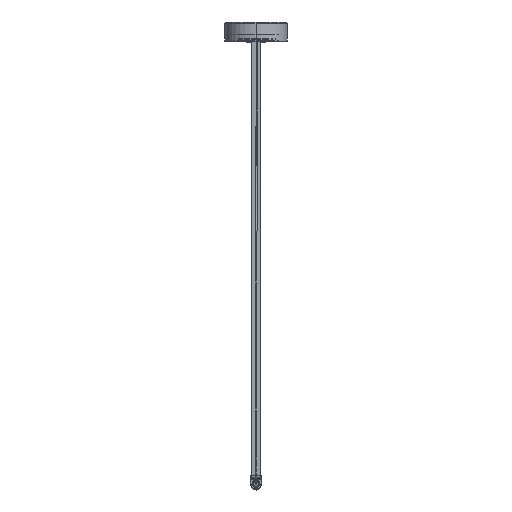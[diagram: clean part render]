
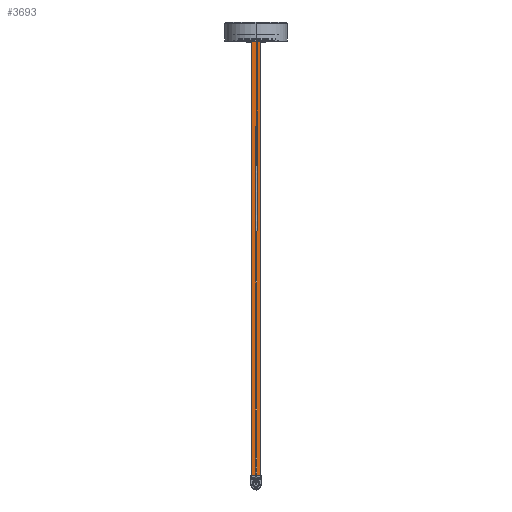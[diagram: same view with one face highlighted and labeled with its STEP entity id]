
A CAD part, top view. The second image highlights one B-rep face of the part: STEP entity #3693.
In plain terms, the highlighted planar face has unit normal (0, 0, 1).
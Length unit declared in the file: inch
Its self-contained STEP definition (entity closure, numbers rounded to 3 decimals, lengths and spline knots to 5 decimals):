
#58 = LINE ( 'NONE', #25586, #4419 ) ;
#582 = CARTESIAN_POINT ( 'NONE',  ( 0., 0., 0.02362 ) ) ;
#1514 = CARTESIAN_POINT ( 'NONE',  ( 0.375, 0., 0.02362 ) ) ;
#1781 = ORIENTED_EDGE ( 'NONE', *, *, #3221, .T. ) ;
#2427 = VERTEX_POINT ( 'NONE', #9287 ) ;
#3221 = EDGE_CURVE ( 'NONE', #16892, #23094, #24733, .T. ) ;
#3693 = ADVANCED_FACE ( 'NONE', ( #19916 ), #14089, .T. ) ;
#4419 = VECTOR ( 'NONE', #11043, 39.37008 ) ;
#4590 = EDGE_LOOP ( 'NONE', ( #20422, #9046, #26290, #1781 ) ) ;
#4633 = VECTOR ( 'NONE', #15118, 39.37008 ) ;
#6881 = AXIS2_PLACEMENT_3D ( 'NONE', #582, #9185, #22167 ) ;
#6951 = CARTESIAN_POINT ( 'NONE',  ( 0.375, 36.61417, 0.02362 ) ) ;
#9046 = ORIENTED_EDGE ( 'NONE', *, *, #26018, .T. ) ;
#9153 = VERTEX_POINT ( 'NONE', #20594 ) ;
#9185 = DIRECTION ( 'NONE',  ( 0., 0., 1. ) ) ;
#9287 = CARTESIAN_POINT ( 'NONE',  ( 0.375, 36.61417, 0.02362 ) ) ;
#10412 = LINE ( 'NONE', #1514, #27399 ) ;
#11043 = DIRECTION ( 'NONE',  ( -1., 0., 0. ) ) ;
#11356 = VECTOR ( 'NONE', #20359, 39.37008 ) ;
#11933 = EDGE_CURVE ( 'NONE', #9153, #23094, #58, .T. ) ;
#14089 = PLANE ( 'NONE',  #6881 ) ;
#15118 = DIRECTION ( 'NONE',  ( -1., 0., 0. ) ) ;
#16892 = VERTEX_POINT ( 'NONE', #23776 ) ;
#17983 = CARTESIAN_POINT ( 'NONE',  ( -0.375, 0., 0.02362 ) ) ;
#18163 = EDGE_CURVE ( 'NONE', #2427, #16892, #26267, .T. ) ;
#19771 = CARTESIAN_POINT ( 'NONE',  ( -0.375, 0.31496, 0.02362 ) ) ;
#19916 = FACE_OUTER_BOUND ( 'NONE', #4590, .T. ) ;
#20359 = DIRECTION ( 'NONE',  ( 0., -1., 0. ) ) ;
#20422 = ORIENTED_EDGE ( 'NONE', *, *, #11933, .F. ) ;
#20594 = CARTESIAN_POINT ( 'NONE',  ( 0.375, 0.31496, 0.02362 ) ) ;
#21119 = DIRECTION ( 'NONE',  ( 0., 1., 0. ) ) ;
#22167 = DIRECTION ( 'NONE',  ( 1., 0., 0. ) ) ;
#23094 = VERTEX_POINT ( 'NONE', #19771 ) ;
#23776 = CARTESIAN_POINT ( 'NONE',  ( -0.375, 36.61417, 0.02362 ) ) ;
#24733 = LINE ( 'NONE', #17983, #11356 ) ;
#25586 = CARTESIAN_POINT ( 'NONE',  ( -0.38202, 0.31496, 0.02362 ) ) ;
#26018 = EDGE_CURVE ( 'NONE', #9153, #2427, #10412, .T. ) ;
#26267 = LINE ( 'NONE', #6951, #4633 ) ;
#26290 = ORIENTED_EDGE ( 'NONE', *, *, #18163, .T. ) ;
#27399 = VECTOR ( 'NONE', #21119, 39.37008 ) ;
